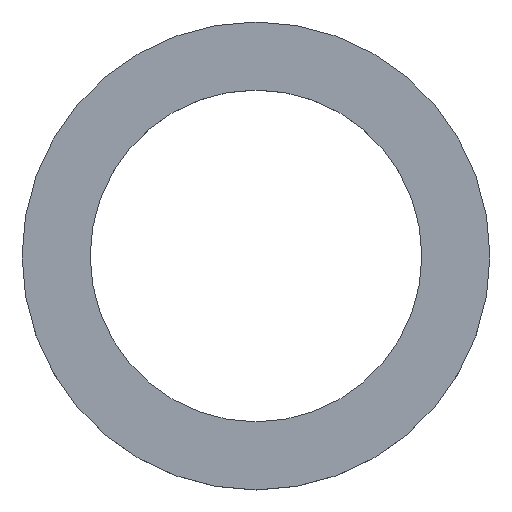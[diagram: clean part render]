
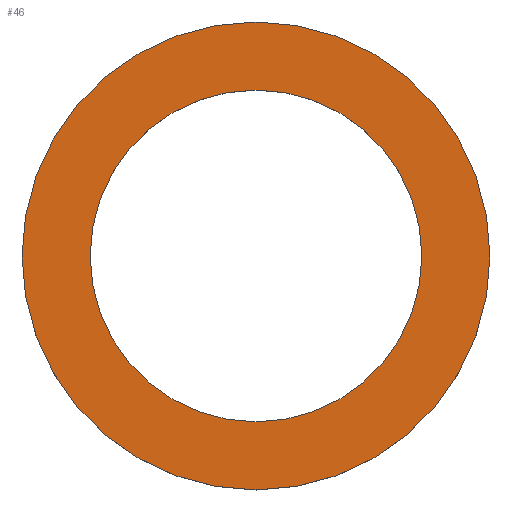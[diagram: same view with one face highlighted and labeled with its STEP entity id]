
A CAD part, top view. The second image highlights one B-rep face of the part: STEP entity #46.
In plain terms, the highlighted planar face has unit normal (0, 0, 1).
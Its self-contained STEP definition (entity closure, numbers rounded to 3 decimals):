
#36=PLANE('',#157);
#39=FACE_BOUND('',#61,.T.);
#40=FACE_BOUND('',#62,.T.);
#46=ADVANCED_FACE('',(#39,#40),#36,.F.);
#61=EDGE_LOOP('',(#91,#92));
#62=EDGE_LOOP('',(#93,#94));
#91=ORIENTED_EDGE('',*,*,#111,.F.);
#92=ORIENTED_EDGE('',*,*,#114,.T.);
#93=ORIENTED_EDGE('',*,*,#107,.F.);
#94=ORIENTED_EDGE('',*,*,#105,.T.);
#97=VERTEX_POINT('',#204);
#98=VERTEX_POINT('',#206);
#101=VERTEX_POINT('',#218);
#102=VERTEX_POINT('',#219);
#105=EDGE_CURVE('',#98,#97,#116,.T.);
#107=EDGE_CURVE('',#98,#97,#117,.T.);
#111=EDGE_CURVE('',#101,#102,#121,.T.);
#114=EDGE_CURVE('',#101,#102,#122,.T.);
#116=CIRCLE('',#145,8.438);
#117=CIRCLE('',#147,8.438);
#121=CIRCLE('',#153,11.9);
#122=CIRCLE('',#155,11.9);
#145=AXIS2_PLACEMENT_3D('',#205,#167,#168);
#147=AXIS2_PLACEMENT_3D('',#209,#172,#173);
#153=AXIS2_PLACEMENT_3D('',#217,#184,#185);
#155=AXIS2_PLACEMENT_3D('',#223,#190,#191);
#157=AXIS2_PLACEMENT_3D('',#225,#194,#195);
#167=DIRECTION('',(0.,0.,-1.));
#168=DIRECTION('',(1.,0.,0.));
#172=DIRECTION('',(0.,0.,1.));
#173=DIRECTION('',(1.,0.,0.));
#184=DIRECTION('',(0.,0.,-1.));
#185=DIRECTION('',(1.,0.,0.));
#190=DIRECTION('',(0.,0.,1.));
#191=DIRECTION('',(1.,0.,0.));
#194=DIRECTION('',(0.,0.,-1.));
#195=DIRECTION('',(1.,0.,0.));
#204=CARTESIAN_POINT('',(-8.438,0.,0.));
#205=CARTESIAN_POINT('',(0.,0.,0.));
#206=CARTESIAN_POINT('',(8.438,0.,0.));
#209=CARTESIAN_POINT('',(0.,0.,0.));
#217=CARTESIAN_POINT('',(0.,0.,0.));
#218=CARTESIAN_POINT('',(11.9,0.,0.));
#219=CARTESIAN_POINT('',(-11.9,0.,0.));
#223=CARTESIAN_POINT('',(0.,0.,0.));
#225=CARTESIAN_POINT('',(0.,0.,0.));
